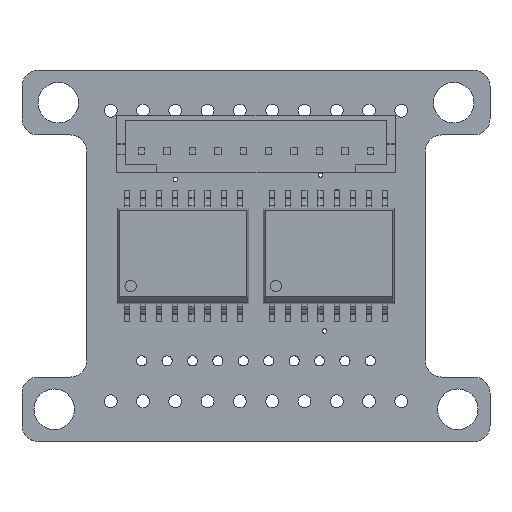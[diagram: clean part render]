
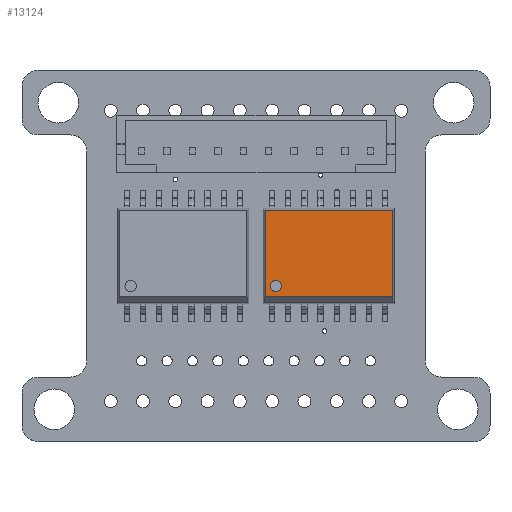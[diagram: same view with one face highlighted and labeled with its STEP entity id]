
A CAD part, top view. The second image highlights one B-rep face of the part: STEP entity #13124.
In plain terms, the highlighted planar face has unit normal (0, 0, 1).
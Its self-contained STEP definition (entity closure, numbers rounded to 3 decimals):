
#358=FACE_BOUND('',#2285,.T.);
#758=PLANE('',#14316);
#1465=FACE_OUTER_BOUND('',#2284,.T.);
#2284=EDGE_LOOP('',(#11690,#11691,#11692,#11693));
#2285=EDGE_LOOP('',(#11694));
#3527=LINE('',#21161,#4949);
#3530=LINE('',#21167,#4952);
#3534=LINE('',#21174,#4956);
#3536=LINE('',#21178,#4958);
#4949=VECTOR('',#17489,1000.);
#4952=VECTOR('',#17494,1000.);
#4956=VECTOR('',#17500,1000.);
#4958=VECTOR('',#17506,1000.);
#5679=CIRCLE('',#14301,0.45);
#6653=VERTEX_POINT('',#21113);
#6666=VERTEX_POINT('',#21158);
#6667=VERTEX_POINT('',#21160);
#6669=VERTEX_POINT('',#21166);
#6671=VERTEX_POINT('',#21172);
#8351=EDGE_CURVE('',#6653,#6653,#5679,.T.);
#8373=EDGE_CURVE('',#6666,#6667,#3527,.T.);
#8376=EDGE_CURVE('',#6669,#6666,#3530,.T.);
#8380=EDGE_CURVE('',#6671,#6669,#3534,.T.);
#8382=EDGE_CURVE('',#6671,#6667,#3536,.T.);
#11690=ORIENTED_EDGE('',*,*,#8376,.F.);
#11691=ORIENTED_EDGE('',*,*,#8380,.F.);
#11692=ORIENTED_EDGE('',*,*,#8382,.T.);
#11693=ORIENTED_EDGE('',*,*,#8373,.F.);
#11694=ORIENTED_EDGE('',*,*,#8351,.F.);
#13124=ADVANCED_FACE('',(#1465,#358),#758,.T.);
#14301=AXIS2_PLACEMENT_3D('',#21115,#17446,#17447);
#14316=AXIS2_PLACEMENT_3D('',#21179,#17507,#17508);
#17446=DIRECTION('center_axis',(0.,0.,
1.));
#17447=DIRECTION('ref_axis',(0.,-1.,0.));
#17489=DIRECTION('',(-1.,0.,0.));
#17494=DIRECTION('',(0.,-1.,0.));
#17500=DIRECTION('',(1.,0.,0.));
#17506=DIRECTION('',(0.,-1.,0.));
#17507=DIRECTION('center_axis',(0.,0.,
1.));
#17508=DIRECTION('ref_axis',(0.,-1.,0.));
#21113=CARTESIAN_POINT('',(-2.37,4.6,2.65));
#21115=CARTESIAN_POINT('Origin',(-2.37,4.15,2.65));
#21158=CARTESIAN_POINT('',(3.6,-5.,2.65));
#21160=CARTESIAN_POINT('',(-3.17,-5.,2.65));
#21161=CARTESIAN_POINT('',(-3.75,-5.,2.65));
#21166=CARTESIAN_POINT('',(3.6,5.,2.65));
#21167=CARTESIAN_POINT('',(3.6,-5.15,2.65));
#21172=CARTESIAN_POINT('',(-3.17,5.,2.65));
#21174=CARTESIAN_POINT('',(3.75,5.,2.65));
#21178=CARTESIAN_POINT('',(-3.17,-5.15,2.65));
#21179=CARTESIAN_POINT('Origin',(0.,0.,
2.65));
